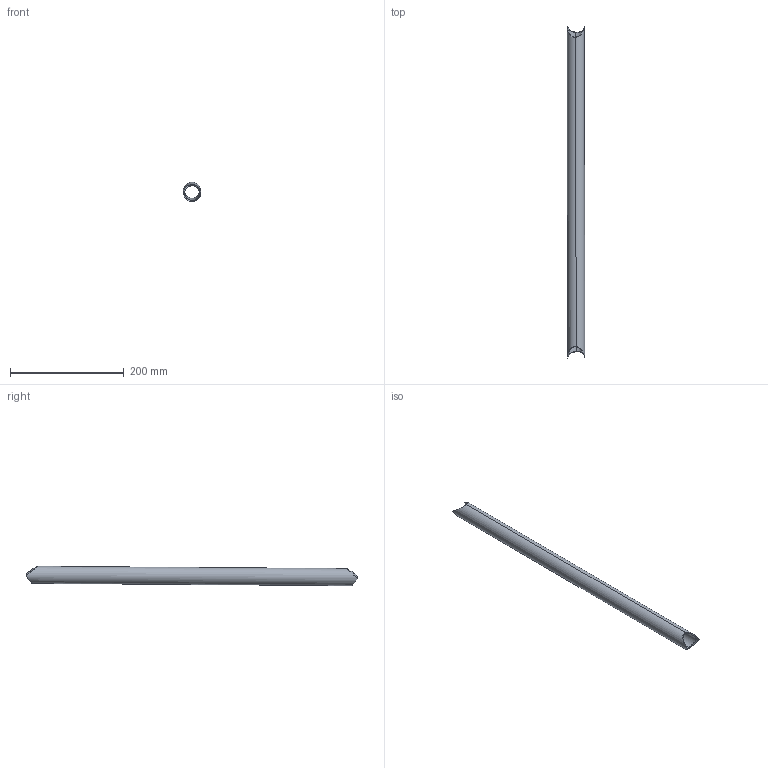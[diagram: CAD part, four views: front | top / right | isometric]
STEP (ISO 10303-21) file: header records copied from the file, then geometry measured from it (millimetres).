
FILE_DESCRIPTION(('STEP AP214'),'1');
FILE_NAME('112.stp','2018-12-06T12:36:12',(' '),(' '),'Spatial InterOp 3D',' ',' ');
FILE_SCHEMA(('automotive_design'));
Length unit declared in the file: metre
Products named in the file (1): Corps1
Bounding box: 30.56 x 583.7 x 34.03 mm (x, y, z)
Volume: 98763.9 mm3; surface area: 99455.2 mm2
Topology: 1 solids, 1 shells, 8 faces, 28 edges, 22 vertices
Faces by surface type: cylinder 8
Entity records: 599 total; most frequent: CARTESIAN_POINT 267, ORIENTED_EDGE 56, DIRECTION 44, EDGE_CURVE 28, VERTEX_POINT 22, AXIS2_PLACEMENT_3D 19, B_SPLINE_CURVE_WITH_KNOTS 12, EDGE_LOOP 10
